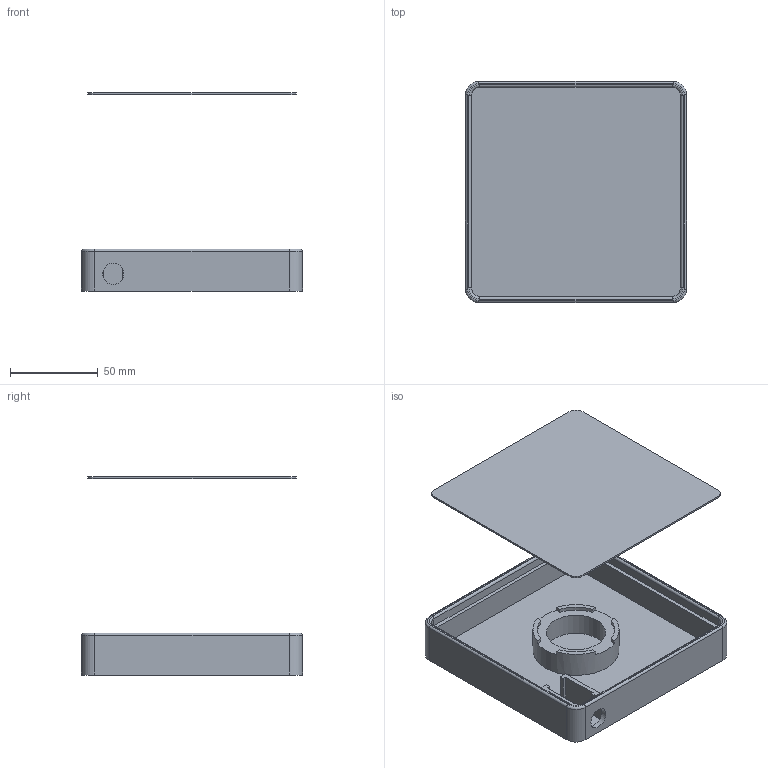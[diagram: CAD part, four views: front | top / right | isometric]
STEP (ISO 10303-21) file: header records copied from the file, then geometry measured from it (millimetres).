
FILE_DESCRIPTION(/* description */ (''),/* implementation_level */ '2;1');
FILE_NAME(/* name */ 'Charging Tray.step',/* time_stamp */ '2022-04-14T15:04:01-04:00',/* author */ (''),/* organization */ (''),/* preprocessor_version */ 'ST-DEVELOPER v18.1',/* originating_system */ 'Autodesk Translation Framework v10.14.0.1471',/* authorisation */ '');
FILE_SCHEMA (('AUTOMOTIVE_DESIGN { 1 0 10303 214 3 1 1 }'));
Length unit declared in the file: inch
Products named in the file (1): Charging Tray
Bounding box: 125.78 x 125.78 x 112.73 mm (x, y, z)
Volume: 125694.8 mm3; surface area: 86435.3 mm2
Topology: 2 solids, 2 shells, 89 faces, 230 edges, 148 vertices
Faces by surface type: plane 50, cylinder 31, torus 8
Full cylindrical faces by diameter (mm): 12 x1, 33.84 x1, 49.08 x1
Entity records: 2748 total; most frequent: DIRECTION 488, CARTESIAN_POINT 468, ORIENTED_EDGE 460, EDGE_CURVE 230, AXIS2_PLACEMENT_3D 168, LINE 152, VECTOR 152, VERTEX_POINT 148
